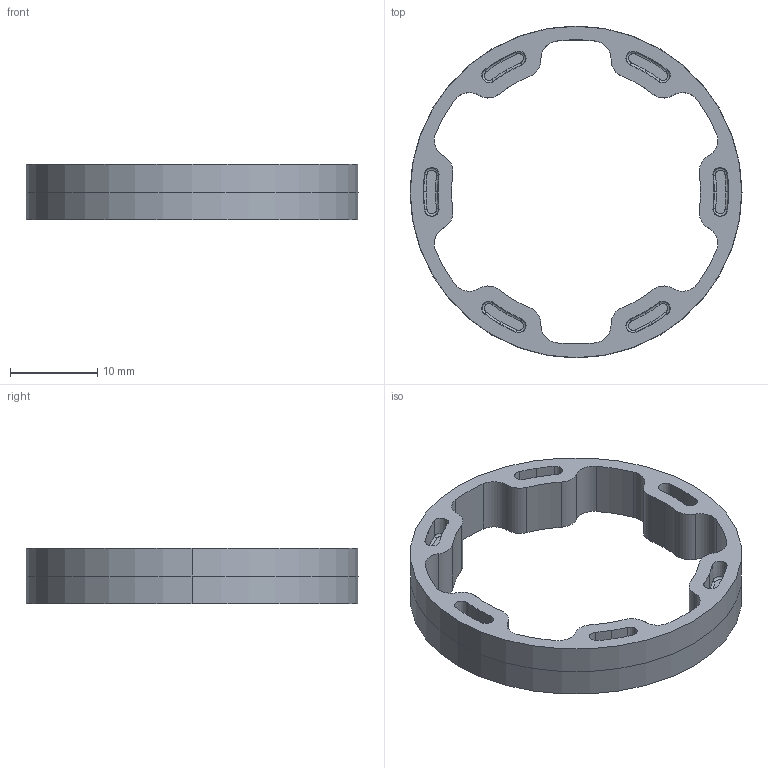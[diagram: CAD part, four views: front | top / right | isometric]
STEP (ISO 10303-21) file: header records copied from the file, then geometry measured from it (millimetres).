
FILE_DESCRIPTION (( 'STEP AP203' ), '1' );
FILE_NAME ('REV-21-2542.STEP', '2022-04-27T19:51:25', ( '' ), ( '' ), 'SwSTEP 2.0', 'SolidWorks 2022', '' );
FILE_SCHEMA (( 'CONFIG_CONTROL_DESIGN' ));
Length unit declared in the file: inch
Products named in the file (1): REV-21-2542
Bounding box: 38.1 x 38.1 x 6.35 mm (x, y, z)
Volume: 1949.1 mm3; surface area: 2541.7 mm2
Topology: 1 solids, 1 shells, 207 faces, 517 edges, 324 vertices
Faces by surface type: cone 76, torus 72, cylinder 45, plane 14
Entity records: 6434 total; most frequent: DIRECTION 1329, CARTESIAN_POINT 1049, ORIENTED_EDGE 1034, AXIS2_PLACEMENT_3D 604, EDGE_CURVE 517, CIRCLE 396, VERTEX_POINT 324, EDGE_LOOP 221
